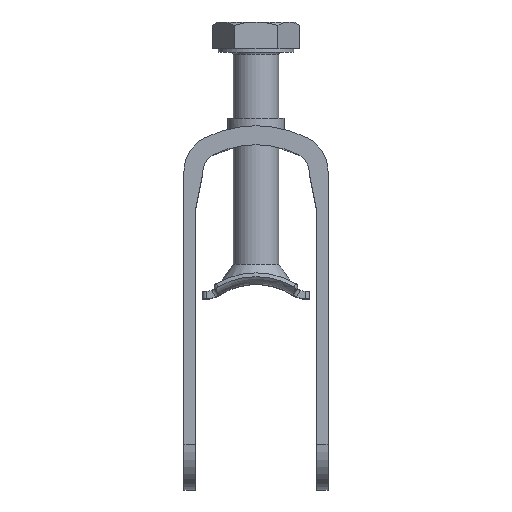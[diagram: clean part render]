
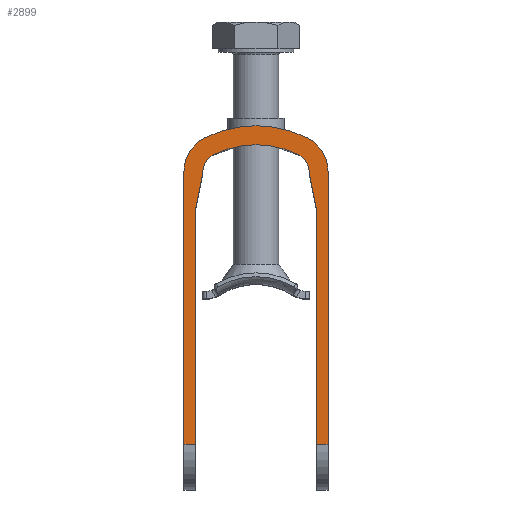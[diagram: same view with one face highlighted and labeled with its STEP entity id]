
A CAD part, top view. The second image highlights one B-rep face of the part: STEP entity #2899.
In plain terms, the highlighted face is planar.
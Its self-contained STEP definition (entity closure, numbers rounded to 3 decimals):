
#125 = EDGE_LOOP ( 'NONE', ( #1447, #1445, #1422, #1392, #1264, #1564, #1563, #1562, #1561, #1560, #1559, #1558, #1557, #1556 ) ) ;
#1047 = AXIS2_PLACEMENT_3D ( 'NONE', #1759, #1760, #1761 ) ;
#1048 = AXIS2_PLACEMENT_3D ( 'NONE', #1762, #1763, #1764 ) ;
#1049 = AXIS2_PLACEMENT_3D ( 'NONE', #1767, #1768, #1769 ) ;
#1050 = AXIS2_PLACEMENT_3D ( 'NONE', #1776, #1777, #1778 ) ;
#1051 = AXIS2_PLACEMENT_3D ( 'NONE', #1780, #1781, #1782 ) ;
#1052 = AXIS2_PLACEMENT_3D ( 'NONE', #1785, #1786, #1787 ) ;
#1264 = ORIENTED_EDGE ( 'NONE', *, *, #3053, .F. ) ;
#1392 = ORIENTED_EDGE ( 'NONE', *, *, #3055, .F. ) ;
#1422 = ORIENTED_EDGE ( 'NONE', *, *, #3054, .F. ) ;
#1445 = ORIENTED_EDGE ( 'NONE', *, *, #3019, .F. ) ;
#1447 = ORIENTED_EDGE ( 'NONE', *, *, #3020, .T. ) ;
#1556 = ORIENTED_EDGE ( 'NONE', *, *, #3044, .T. ) ;
#1557 = ORIENTED_EDGE ( 'NONE', *, *, #3045, .F. ) ;
#1558 = ORIENTED_EDGE ( 'NONE', *, *, #3046, .F. ) ;
#1559 = ORIENTED_EDGE ( 'NONE', *, *, #3047, .F. ) ;
#1560 = ORIENTED_EDGE ( 'NONE', *, *, #3048, .F. ) ;
#1561 = ORIENTED_EDGE ( 'NONE', *, *, #3049, .F. ) ;
#1562 = ORIENTED_EDGE ( 'NONE', *, *, #3050, .T. ) ;
#1563 = ORIENTED_EDGE ( 'NONE', *, *, #3051, .T. ) ;
#1564 = ORIENTED_EDGE ( 'NONE', *, *, #3052, .F. ) ;
#1694 = CARTESIAN_POINT ( 'NONE',  ( 9.5, 48., -10. ) ) ;
#1696 = CARTESIAN_POINT ( 'NONE',  ( -9.5, 42., -10. ) ) ;
#1699 = DIRECTION ( 'NONE',  ( 0., 1., 0. ) ) ;
#1700 = DIRECTION ( 'NONE',  ( 1., 0., 0. ) ) ;
#1754 = CARTESIAN_POINT ( 'NONE',  ( 8., 48., -10. ) ) ;
#1755 = DIRECTION ( 'NONE',  ( 0., 1., 0. ) ) ;
#1756 = CARTESIAN_POINT ( 'NONE',  ( 6.529, 3.864, -10. ) ) ;
#1757 = DIRECTION ( 'NONE',  ( -0.196, 0.981, 0. ) ) ;
#1758 = DIRECTION ( 'NONE',  ( -0.196, -0.981, 0. ) ) ;
#1759 = CARTESIAN_POINT ( 'NONE',  ( 4.5, 6.07, -10. ) ) ;
#1760 = DIRECTION ( 'NONE',  ( 0., 0., -1. ) ) ;
#1761 = DIRECTION ( 'NONE',  ( 1., 0., 0. ) ) ;
#1762 = CARTESIAN_POINT ( 'NONE',  ( 0., 15., -10. ) ) ;
#1763 = DIRECTION ( 'NONE',  ( 0., 0., -1. ) ) ;
#1764 = DIRECTION ( 'NONE',  ( 1., 0., 0. ) ) ;
#1765 = CARTESIAN_POINT ( 'NONE',  ( -8., 48., -10. ) ) ;
#1766 = CARTESIAN_POINT ( 'NONE',  ( -6.875, 5.595, -10. ) ) ;
#1767 = CARTESIAN_POINT ( 'NONE',  ( -4.5, 6.07, -10. ) ) ;
#1768 = DIRECTION ( 'NONE',  ( 0., 0., -1. ) ) ;
#1769 = DIRECTION ( 'NONE',  ( 1., 0., 0. ) ) ;
#1770 = DIRECTION ( 'NONE',  ( 0., -1., 0. ) ) ;
#1771 = CARTESIAN_POINT ( 'NONE',  ( -9.5, 42., -10. ) ) ;
#1772 = DIRECTION ( 'NONE',  ( 1., 0., 0. ) ) ;
#1773 = CARTESIAN_POINT ( 'NONE',  ( -9.5, 48., -10. ) ) ;
#1774 = DIRECTION ( 'NONE',  ( 0., -1., 0. ) ) ;
#1776 = CARTESIAN_POINT ( 'NONE',  ( -4.5, 6.07, -10. ) ) ;
#1777 = DIRECTION ( 'NONE',  ( 0., 0., 1. ) ) ;
#1778 = DIRECTION ( 'NONE',  ( -1., 0., 0. ) ) ;
#1780 = CARTESIAN_POINT ( 'NONE',  ( 4.5, 6.07, -10. ) ) ;
#1781 = DIRECTION ( 'NONE',  ( 0., 0., 1. ) ) ;
#1782 = DIRECTION ( 'NONE',  ( 1., 0., 0. ) ) ;
#1785 = CARTESIAN_POINT ( 'NONE',  ( 0., 15., -10. ) ) ;
#1786 = DIRECTION ( 'NONE',  ( 0., 0., 1. ) ) ;
#1787 = DIRECTION ( 'NONE',  ( 1., 0., 0. ) ) ;
#2360 = CARTESIAN_POINT ( 'NONE',  ( 8., 11.218, -10. ) ) ;
#2378 = CARTESIAN_POINT ( 'NONE',  ( -8., 11.218, -10. ) ) ;
#2380 = CARTESIAN_POINT ( 'NONE',  ( 9.5, 6.07, -10. ) ) ;
#2381 = CARTESIAN_POINT ( 'NONE',  ( -6.75, 1.605, -10. ) ) ;
#2387 = CARTESIAN_POINT ( 'NONE',  ( 8., 42., -10. ) ) ;
#2390 = CARTESIAN_POINT ( 'NONE',  ( 9.5, 42., -10. ) ) ;
#2391 = CARTESIAN_POINT ( 'NONE',  ( -9.5, 6.07, -10. ) ) ;
#2392 = CARTESIAN_POINT ( 'NONE',  ( 6.75, 1.605, -10. ) ) ;
#2393 = CARTESIAN_POINT ( 'NONE',  ( -9.5, 42., -10. ) ) ;
#2394 = CARTESIAN_POINT ( 'NONE',  ( 5.625, 3.837, -10. ) ) ;
#2395 = CARTESIAN_POINT ( 'NONE',  ( 6.997, 6.201, -10. ) ) ;
#2396 = CARTESIAN_POINT ( 'NONE',  ( -6.997, 6.201, -10. ) ) ;
#2397 = CARTESIAN_POINT ( 'NONE',  ( -5.625, 3.837, -10. ) ) ;
#2398 = CARTESIAN_POINT ( 'NONE',  ( -8., 42., -10. ) ) ;
#2713 = CARTESIAN_POINT ( 'NONE',  ( 4.5, 6.07, -10. ) ) ;
#2720 = PLANE ( 'NONE',  #3341 ) ;
#2722 = DIRECTION ( 'NONE',  ( 0., 0., 1. ) ) ;
#2723 = DIRECTION ( 'NONE',  ( 1., 0., 0. ) ) ;
#2899 = ADVANCED_FACE ( 'NONE', ( #4134 ), #2720, .F. ) ;
#3019 = EDGE_CURVE ( 'NONE', #4509, #4519, #3953, .T. ) ;
#3020 = EDGE_CURVE ( 'NONE', #4516, #4519, #3951, .T. ) ;
#3044 = EDGE_CURVE ( 'NONE', #4432, #4516, #3909, .T. ) ;
#3045 = EDGE_CURVE ( 'NONE', #4432, #4524, #3907, .T. ) ;
#3046 = EDGE_CURVE ( 'NONE', #4524, #4523, #3913, .T. ) ;
#3047 = EDGE_CURVE ( 'NONE', #4523, #4526, #3905, .T. ) ;
#3048 = EDGE_CURVE ( 'NONE', #4526, #4525, #3903, .T. ) ;
#3049 = EDGE_CURVE ( 'NONE', #4525, #4507, #3902, .T. ) ;
#3050 = EDGE_CURVE ( 'NONE', #4527, #4507, #3901, .T. ) ;
#3051 = EDGE_CURVE ( 'NONE', #4522, #4527, #3898, .T. ) ;
#3052 = EDGE_CURVE ( 'NONE', #4522, #4520, #3896, .T. ) ;
#3053 = EDGE_CURVE ( 'NONE', #4520, #4510, #3900, .T. ) ;
#3054 = EDGE_CURVE ( 'NONE', #4521, #4509, #3894, .T. ) ;
#3055 = EDGE_CURVE ( 'NONE', #4510, #4521, #3891, .T. ) ;
#3341 = AXIS2_PLACEMENT_3D ( 'NONE', #2713, #2722, #2723 ) ;
#3891 = CIRCLE ( 'NONE', #1052, 15. ) ;
#3893 = VECTOR ( 'NONE', #1774, 1000. ) ;
#3894 = CIRCLE ( 'NONE', #1051, 5. ) ;
#3895 = VECTOR ( 'NONE', #1772, 1000. ) ;
#3896 = LINE ( 'NONE', #1773, #3893 ) ;
#3897 = VECTOR ( 'NONE', #1770, 1000. ) ;
#3898 = LINE ( 'NONE', #1771, #3895 ) ;
#3899 = VECTOR ( 'NONE', #1757, 1000. ) ;
#3900 = CIRCLE ( 'NONE', #1050, 5. ) ;
#3901 = LINE ( 'NONE', #1765, #3897 ) ;
#3902 = LINE ( 'NONE', #1766, #3899 ) ;
#3903 = CIRCLE ( 'NONE', #1049, 2.5 ) ;
#3904 = VECTOR ( 'NONE', #1758, 1000. ) ;
#3905 = CIRCLE ( 'NONE', #1048, 12.5 ) ;
#3906 = VECTOR ( 'NONE', #1755, 1000. ) ;
#3907 = LINE ( 'NONE', #1756, #3904 ) ;
#3909 = LINE ( 'NONE', #1754, #3906 ) ;
#3913 = CIRCLE ( 'NONE', #1047, 2.5 ) ;
#3946 = VECTOR ( 'NONE', #1700, 1000. ) ;
#3948 = VECTOR ( 'NONE', #1699, 1000. ) ;
#3951 = LINE ( 'NONE', #1696, #3946 ) ;
#3953 = LINE ( 'NONE', #1694, #3948 ) ;
#4134 = FACE_OUTER_BOUND ( 'NONE', #125, .T. ) ;
#4432 = VERTEX_POINT ( 'NONE', #2360 ) ;
#4507 = VERTEX_POINT ( 'NONE', #2378 ) ;
#4509 = VERTEX_POINT ( 'NONE', #2380 ) ;
#4510 = VERTEX_POINT ( 'NONE', #2381 ) ;
#4516 = VERTEX_POINT ( 'NONE', #2387 ) ;
#4519 = VERTEX_POINT ( 'NONE', #2390 ) ;
#4520 = VERTEX_POINT ( 'NONE', #2391 ) ;
#4521 = VERTEX_POINT ( 'NONE', #2392 ) ;
#4522 = VERTEX_POINT ( 'NONE', #2393 ) ;
#4523 = VERTEX_POINT ( 'NONE', #2394 ) ;
#4524 = VERTEX_POINT ( 'NONE', #2395 ) ;
#4525 = VERTEX_POINT ( 'NONE', #2396 ) ;
#4526 = VERTEX_POINT ( 'NONE', #2397 ) ;
#4527 = VERTEX_POINT ( 'NONE', #2398 ) ;
